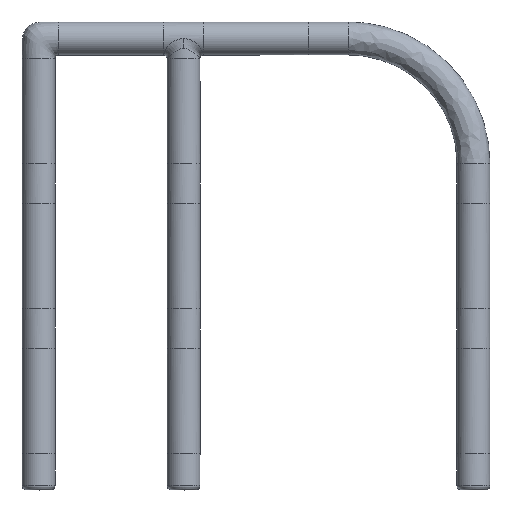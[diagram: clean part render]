
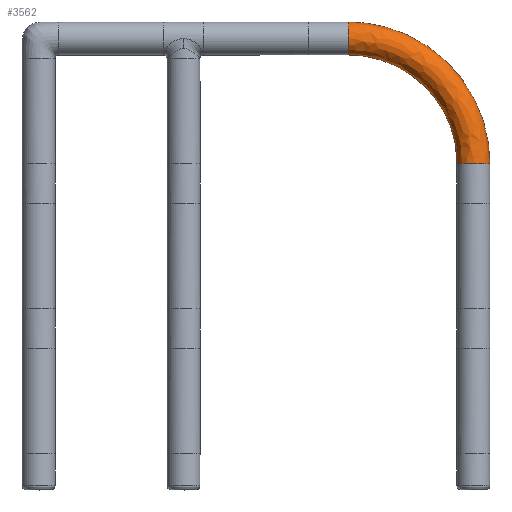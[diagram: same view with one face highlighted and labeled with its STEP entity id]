
A CAD part, top view. The second image highlights one B-rep face of the part: STEP entity #3562.
In plain terms, the highlighted free-form (B-spline) face has degree [2, 2] with [9, 9] control points.
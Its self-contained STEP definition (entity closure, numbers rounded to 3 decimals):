
#64=(
BOUNDED_SURFACE()
B_SPLINE_SURFACE(2,2,((#14508,#14509,#14510,#14511,#14512,#14513,#14514,
#14515,#14516),(#14517,#14518,#14519,#14520,#14521,#14522,#14523,#14524,
#14525),(#14526,#14527,#14528,#14529,#14530,#14531,#14532,#14533,#14534),
(#14535,#14536,#14537,#14538,#14539,#14540,#14541,#14542,#14543),(#14544,
#14545,#14546,#14547,#14548,#14549,#14550,#14551,#14552),(#14553,#14554,
#14555,#14556,#14557,#14558,#14559,#14560,#14561),(#14562,#14563,#14564,
#14565,#14566,#14567,#14568,#14569,#14570),(#14571,#14572,#14573,#14574,
#14575,#14576,#14577,#14578,#14579),(#14580,#14581,#14582,#14583,#14584,
#14585,#14586,#14587,#14588)),.UNSPECIFIED.,.T.,.F.,.F.)
B_SPLINE_SURFACE_WITH_KNOTS((3,2,2,2,3),(3,2,2,2,3),(0.,148.911,
297.823,446.734,595.646),(0.,19.635,
39.27,58.905,78.54),.UNSPECIFIED.)
GEOMETRIC_REPRESENTATION_ITEM()
RATIONAL_B_SPLINE_SURFACE(((1.,0.707,1.,0.707,1.,
0.707,1.,0.707,1.),(0.707,0.5,0.707,
0.5,0.707,0.5,0.707,0.5,0.707),(1.,
0.707,1.,0.707,1.,0.707,1.,0.707,
1.),(0.707,0.5,0.707,0.5,0.707,0.5,
0.707,0.5,0.707),(1.,0.707,1.,0.707,
1.,0.707,1.,0.707,1.),(0.707,0.5,0.707,
0.5,0.707,0.5,0.707,0.5,0.707),(1.,
0.707,1.,0.707,1.,0.707,1.,0.707,
1.),(0.707,0.5,0.707,0.5,0.707,0.5,
0.707,0.5,0.707),(1.,0.707,1.,0.707,
1.,0.707,1.,0.707,1.)))
REPRESENTATION_ITEM('')
SURFACE()
);
#3562=ADVANCED_FACE('',(#3945),#64,.T.);
#3945=FACE_OUTER_BOUND('',#4353,.T.);
#4353=EDGE_LOOP('',(#5193,#5194,#5195,#5196));
#5193=ORIENTED_EDGE('',*,*,#6746,.T.);
#5194=ORIENTED_EDGE('',*,*,#6648,.F.);
#5195=ORIENTED_EDGE('',*,*,#7290,.F.);
#5196=ORIENTED_EDGE('',*,*,#6651,.T.);
#6648=EDGE_CURVE('',#8429,#8499,#7488,.T.);
#6651=EDGE_CURVE('',#8430,#8500,#7489,.T.);
#6746=EDGE_CURVE('',#8500,#8499,#7533,.T.);
#7290=EDGE_CURVE('',#8430,#8429,#7756,.T.);
#7488=(
BOUNDED_CURVE()
B_SPLINE_CURVE(2,(#21237,#21238,#21239),.UNSPECIFIED.,.F.,.F.)
B_SPLINE_CURVE_WITH_KNOTS((3,3),(0.,129.227),.UNSPECIFIED.)
CURVE()
GEOMETRIC_REPRESENTATION_ITEM()
RATIONAL_B_SPLINE_CURVE((1.,0.707,1.))
REPRESENTATION_ITEM('')
);
#7489=(
BOUNDED_CURVE()
B_SPLINE_CURVE(2,(#21362,#21363,#21364),.UNSPECIFIED.,.F.,.F.)
B_SPLINE_CURVE_WITH_KNOTS((3,3),(148.934,297.801),
 .UNSPECIFIED.)
CURVE()
GEOMETRIC_REPRESENTATION_ITEM()
RATIONAL_B_SPLINE_CURVE((1.,0.707,1.))
REPRESENTATION_ITEM('')
);
#7533=(
BOUNDED_CURVE()
B_SPLINE_CURVE(2,(#22284,#22285,#22286,#22287,#22288),.UNSPECIFIED.,.F.,
 .F.)
B_SPLINE_CURVE_WITH_KNOTS((3,2,3),(-39.27,-19.635,
0.),.UNSPECIFIED.)
CURVE()
GEOMETRIC_REPRESENTATION_ITEM()
RATIONAL_B_SPLINE_CURVE((1.,0.707,1.,0.707,1.))
REPRESENTATION_ITEM('')
);
#7756=(
BOUNDED_CURVE()
B_SPLINE_CURVE(2,(#27179,#27180,#27181,#27182,#27183),.UNSPECIFIED.,.F.,
 .F.)
B_SPLINE_CURVE_WITH_KNOTS((3,2,3),(0.,19.635,39.27),
 .UNSPECIFIED.)
CURVE()
GEOMETRIC_REPRESENTATION_ITEM()
RATIONAL_B_SPLINE_CURVE((1.,0.707,1.,0.707,1.))
REPRESENTATION_ITEM('')
);
#8429=VERTEX_POINT('',#20367);
#8430=VERTEX_POINT('',#20368);
#8499=VERTEX_POINT('',#20437);
#8500=VERTEX_POINT('',#20438);
#14508=CARTESIAN_POINT('',(127.625,234.95,0.));
#14509=CARTESIAN_POINT('',(127.625,234.95,-12.5));
#14510=CARTESIAN_POINT('',(140.125,234.95,-12.5));
#14511=CARTESIAN_POINT('',(152.625,234.95,-12.5));
#14512=CARTESIAN_POINT('',(152.625,234.95,0.));
#14513=CARTESIAN_POINT('',(152.625,234.95,12.5));
#14514=CARTESIAN_POINT('',(140.125,234.95,12.5));
#14515=CARTESIAN_POINT('',(127.625,234.95,12.5));
#14516=CARTESIAN_POINT('',(127.625,234.95,0.));
#14517=CARTESIAN_POINT('',(127.625,342.25,0.));
#14518=CARTESIAN_POINT('',(127.625,342.25,-12.5));
#14519=CARTESIAN_POINT('',(140.125,329.75,-12.5));
#14520=CARTESIAN_POINT('',(152.625,317.25,-12.5));
#14521=CARTESIAN_POINT('',(152.625,317.25,0.));
#14522=CARTESIAN_POINT('',(152.625,317.25,12.5));
#14523=CARTESIAN_POINT('',(140.125,329.75,12.5));
#14524=CARTESIAN_POINT('',(127.625,342.25,12.5));
#14525=CARTESIAN_POINT('',(127.625,342.25,0.));
#14526=CARTESIAN_POINT('',(234.925,342.25,0.));
#14527=CARTESIAN_POINT('',(234.925,342.25,-12.5));
#14528=CARTESIAN_POINT('',(234.925,329.75,-12.5));
#14529=CARTESIAN_POINT('',(234.925,317.25,-12.5));
#14530=CARTESIAN_POINT('',(234.925,317.25,0.));
#14531=CARTESIAN_POINT('',(234.925,317.25,12.5));
#14532=CARTESIAN_POINT('',(234.925,329.75,12.5));
#14533=CARTESIAN_POINT('',(234.925,342.25,12.5));
#14534=CARTESIAN_POINT('',(234.925,342.25,0.));
#14535=CARTESIAN_POINT('',(342.225,342.25,0.));
#14536=CARTESIAN_POINT('',(342.225,342.25,-12.5));
#14537=CARTESIAN_POINT('',(329.725,329.75,-12.5));
#14538=CARTESIAN_POINT('',(317.225,317.25,-12.5));
#14539=CARTESIAN_POINT('',(317.225,317.25,0.));
#14540=CARTESIAN_POINT('',(317.225,317.25,12.5));
#14541=CARTESIAN_POINT('',(329.725,329.75,12.5));
#14542=CARTESIAN_POINT('',(342.225,342.25,12.5));
#14543=CARTESIAN_POINT('',(342.225,342.25,0.));
#14544=CARTESIAN_POINT('',(342.225,234.95,0.));
#14545=CARTESIAN_POINT('',(342.225,234.95,-12.5));
#14546=CARTESIAN_POINT('',(329.725,234.95,-12.5));
#14547=CARTESIAN_POINT('',(317.225,234.95,-12.5));
#14548=CARTESIAN_POINT('',(317.225,234.95,0.));
#14549=CARTESIAN_POINT('',(317.225,234.95,12.5));
#14550=CARTESIAN_POINT('',(329.725,234.95,12.5));
#14551=CARTESIAN_POINT('',(342.225,234.95,12.5));
#14552=CARTESIAN_POINT('',(342.225,234.95,0.));
#14553=CARTESIAN_POINT('',(342.225,127.65,0.));
#14554=CARTESIAN_POINT('',(342.225,127.65,-12.5));
#14555=CARTESIAN_POINT('',(329.725,140.15,-12.5));
#14556=CARTESIAN_POINT('',(317.225,152.65,-12.5));
#14557=CARTESIAN_POINT('',(317.225,152.65,0.));
#14558=CARTESIAN_POINT('',(317.225,152.65,12.5));
#14559=CARTESIAN_POINT('',(329.725,140.15,12.5));
#14560=CARTESIAN_POINT('',(342.225,127.65,12.5));
#14561=CARTESIAN_POINT('',(342.225,127.65,0.));
#14562=CARTESIAN_POINT('',(234.925,127.65,0.));
#14563=CARTESIAN_POINT('',(234.925,127.65,-12.5));
#14564=CARTESIAN_POINT('',(234.925,140.15,-12.5));
#14565=CARTESIAN_POINT('',(234.925,152.65,-12.5));
#14566=CARTESIAN_POINT('',(234.925,152.65,0.));
#14567=CARTESIAN_POINT('',(234.925,152.65,12.5));
#14568=CARTESIAN_POINT('',(234.925,140.15,12.5));
#14569=CARTESIAN_POINT('',(234.925,127.65,12.5));
#14570=CARTESIAN_POINT('',(234.925,127.65,0.));
#14571=CARTESIAN_POINT('',(127.625,127.65,0.));
#14572=CARTESIAN_POINT('',(127.625,127.65,-12.5));
#14573=CARTESIAN_POINT('',(140.125,140.15,-12.5));
#14574=CARTESIAN_POINT('',(152.625,152.65,-12.5));
#14575=CARTESIAN_POINT('',(152.625,152.65,0.));
#14576=CARTESIAN_POINT('',(152.625,152.65,12.5));
#14577=CARTESIAN_POINT('',(140.125,140.15,12.5));
#14578=CARTESIAN_POINT('',(127.625,127.65,12.5));
#14579=CARTESIAN_POINT('',(127.625,127.65,0.));
#14580=CARTESIAN_POINT('',(127.625,234.95,0.));
#14581=CARTESIAN_POINT('',(127.625,234.95,-12.5));
#14582=CARTESIAN_POINT('',(140.125,234.95,-12.5));
#14583=CARTESIAN_POINT('',(152.625,234.95,-12.5));
#14584=CARTESIAN_POINT('',(152.625,234.95,0.));
#14585=CARTESIAN_POINT('',(152.625,234.95,12.5));
#14586=CARTESIAN_POINT('',(140.125,234.95,12.5));
#14587=CARTESIAN_POINT('',(127.625,234.95,12.5));
#14588=CARTESIAN_POINT('',(127.625,234.95,0.));
#20367=CARTESIAN_POINT('',(317.225,234.9,0.));
#20368=CARTESIAN_POINT('',(342.225,234.9,0.));
#20437=CARTESIAN_POINT('',(234.875,317.25,0.));
#20438=CARTESIAN_POINT('',(234.875,342.25,0.));
#21237=CARTESIAN_POINT('',(317.225,234.9,0.));
#21238=CARTESIAN_POINT('',(317.2,317.225,0.));
#21239=CARTESIAN_POINT('',(234.875,317.25,0.));
#21362=CARTESIAN_POINT('',(342.225,234.9,0.));
#21363=CARTESIAN_POINT('',(342.2,342.225,0.));
#21364=CARTESIAN_POINT('',(234.875,342.25,0.));
#22284=CARTESIAN_POINT('',(234.875,342.25,0.));
#22285=CARTESIAN_POINT('',(234.875,342.25,12.5));
#22286=CARTESIAN_POINT('',(234.875,329.75,12.5));
#22287=CARTESIAN_POINT('',(234.875,317.25,12.5));
#22288=CARTESIAN_POINT('',(234.875,317.25,0.));
#27179=CARTESIAN_POINT('',(342.225,234.9,0.));
#27180=CARTESIAN_POINT('',(342.225,234.9,12.5));
#27181=CARTESIAN_POINT('',(329.725,234.9,12.5));
#27182=CARTESIAN_POINT('',(317.225,234.9,12.5));
#27183=CARTESIAN_POINT('',(317.225,234.9,0.));
